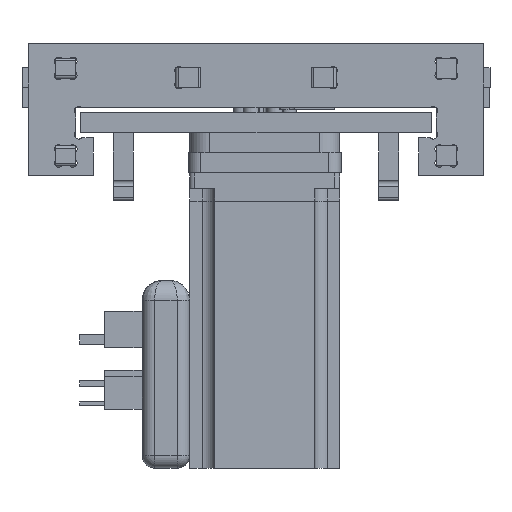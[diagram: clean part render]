
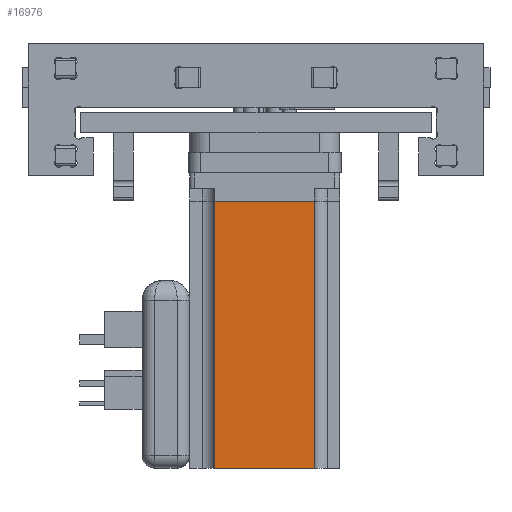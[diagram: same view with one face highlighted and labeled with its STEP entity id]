
A CAD part, left-side view. The second image highlights one B-rep face of the part: STEP entity #16976.
In plain terms, the highlighted face is planar.
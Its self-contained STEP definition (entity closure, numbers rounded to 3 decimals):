
#1022=PLANE('',#18638);
#1835=FACE_OUTER_BOUND('',#2854,.T.);
#2854=EDGE_LOOP('',(#15252,#15253,#15254,#15255));
#4369=LINE('',#30514,#5933);
#4371=LINE('',#30518,#5935);
#4372=LINE('',#30520,#5936);
#4373=LINE('',#30521,#5937);
#5933=VECTOR('',#22874,10.);
#5935=VECTOR('',#22878,10.);
#5936=VECTOR('',#22879,10.);
#5937=VECTOR('',#22880,10.);
#8257=VERTEX_POINT('',#30511);
#8258=VERTEX_POINT('',#30513);
#8259=VERTEX_POINT('',#30517);
#8260=VERTEX_POINT('',#30519);
#10623=EDGE_CURVE('',#8258,#8257,#4369,.T.);
#10625=EDGE_CURVE('',#8259,#8257,#4371,.T.);
#10626=EDGE_CURVE('',#8260,#8259,#4372,.T.);
#10627=EDGE_CURVE('',#8258,#8260,#4373,.T.);
#15252=ORIENTED_EDGE('',*,*,#10625,.F.);
#15253=ORIENTED_EDGE('',*,*,#10626,.F.);
#15254=ORIENTED_EDGE('',*,*,#10627,.F.);
#15255=ORIENTED_EDGE('',*,*,#10623,.T.);
#16976=ADVANCED_FACE('',(#1835),#1022,.T.);
#18638=AXIS2_PLACEMENT_3D('',#30516,#22876,#22877);
#22874=DIRECTION('',(0.,0.,-1.));
#22876=DIRECTION('center_axis',(0.,-1.,0.));
#22877=DIRECTION('ref_axis',(-1.,0.,0.));
#22878=DIRECTION('',(-1.,0.,0.));
#22879=DIRECTION('',(0.,0.,-1.));
#22880=DIRECTION('',(1.,0.,0.));
#30511=CARTESIAN_POINT('',(-20.,-30.,11.3));
#30513=CARTESIAN_POINT('',(-20.,-30.,118.));
#30514=CARTESIAN_POINT('',(-20.,-30.,118.));
#30516=CARTESIAN_POINT('Origin',(20.,-30.,118.));
#30517=CARTESIAN_POINT('',(20.,-30.,11.3));
#30518=CARTESIAN_POINT('',(10.,-30.,11.3));
#30519=CARTESIAN_POINT('',(20.,-30.,118.));
#30520=CARTESIAN_POINT('',(20.,-30.,118.));
#30521=CARTESIAN_POINT('',(-10.,-30.,118.));
